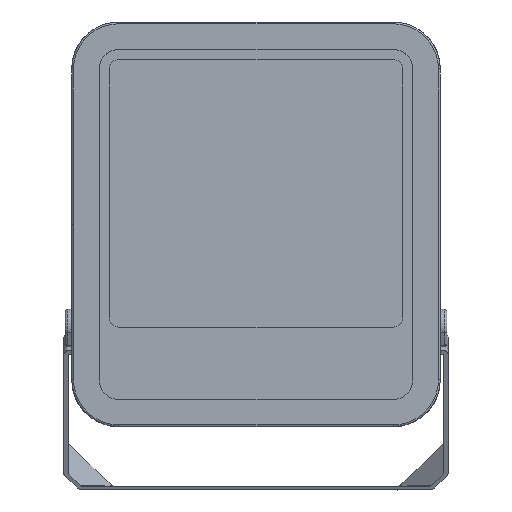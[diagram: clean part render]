
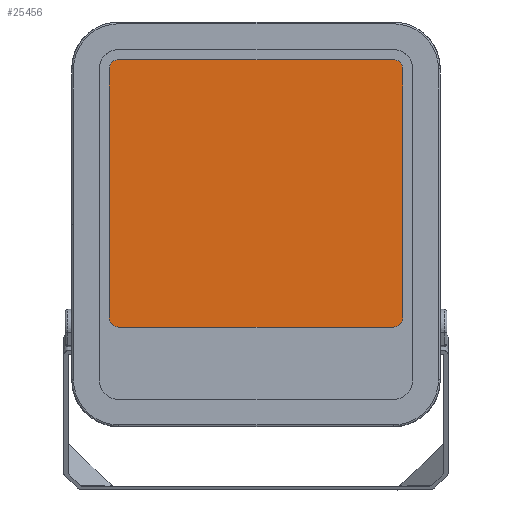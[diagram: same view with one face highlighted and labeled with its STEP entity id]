
A CAD part, top view. The second image highlights one B-rep face of the part: STEP entity #25456.
In plain terms, the highlighted face is planar.
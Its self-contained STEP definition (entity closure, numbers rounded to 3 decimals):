
#1543 = DIRECTION ( 'NONE',  ( 0., 0., -1. ) ) ;
#1712 = ORIENTED_EDGE ( 'NONE', *, *, #4646, .T. ) ;
#2072 = EDGE_CURVE ( 'NONE', #15252, #9455, #36334, .T. ) ;
#2499 = CARTESIAN_POINT ( 'NONE',  ( -95., 112.536, -94.812 ) ) ;
#4646 = EDGE_CURVE ( 'NONE', #43494, #31951, #19693, .T. ) ;
#4905 = CARTESIAN_POINT ( 'NONE',  ( -101.5, 119.036, -94.812 ) ) ;
#5050 = CARTESIAN_POINT ( 'NONE',  ( -101.5, 291.036, -94.812 ) ) ;
#5520 = DIRECTION ( 'NONE',  ( 0., 0., -1. ) ) ;
#6097 = VERTEX_POINT ( 'NONE', #5050 ) ;
#6679 = AXIS2_PLACEMENT_3D ( 'NONE', #39928, #9718, #43258 ) ;
#7056 = CIRCLE ( 'NONE', #36856, 6.5 ) ;
#8622 = EDGE_CURVE ( 'NONE', #36814, #6097, #17385, .T. ) ;
#8871 = CARTESIAN_POINT ( 'NONE',  ( 101.5, 291.036, -94.812 ) ) ;
#9455 = VERTEX_POINT ( 'NONE', #8871 ) ;
#9474 = DIRECTION ( 'NONE',  ( -1., 0., 0. ) ) ;
#9718 = DIRECTION ( 'NONE',  ( 0., 0., -1. ) ) ;
#10202 = EDGE_CURVE ( 'NONE', #9455, #29412, #29483, .T. ) ;
#10700 = DIRECTION ( 'NONE',  ( 0., 1., 0. ) ) ;
#10985 = ORIENTED_EDGE ( 'NONE', *, *, #14899, .T. ) ;
#11100 = CARTESIAN_POINT ( 'NONE',  ( -95., 297.536, -94.812 ) ) ;
#12256 = AXIS2_PLACEMENT_3D ( 'NONE', #21922, #1543, #35512 ) ;
#13019 = CARTESIAN_POINT ( 'NONE',  ( 95., 119.036, -94.812 ) ) ;
#14495 = VECTOR ( 'NONE', #36388, 1000. ) ;
#14899 = EDGE_CURVE ( 'NONE', #35904, #15252, #39277, .T. ) ;
#15161 = CIRCLE ( 'NONE', #6679, 6.5 ) ;
#15239 = CARTESIAN_POINT ( 'NONE',  ( 95., 297.536, -94.812 ) ) ;
#15252 = VERTEX_POINT ( 'NONE', #15239 ) ;
#15806 = CARTESIAN_POINT ( 'NONE',  ( 95., 112.536, -94.812 ) ) ;
#16368 = CARTESIAN_POINT ( 'NONE',  ( 95., 112.536, -94.812 ) ) ;
#17385 = LINE ( 'NONE', #41124, #18741 ) ;
#18741 = VECTOR ( 'NONE', #10700, 1000. ) ;
#19255 = CARTESIAN_POINT ( 'NONE',  ( 101.5, 76.036, -94.812 ) ) ;
#19683 = EDGE_LOOP ( 'NONE', ( #1712, #19884, #34734, #24302, #10985, #33341, #38369, #26014 ) ) ;
#19693 = LINE ( 'NONE', #16368, #28652 ) ;
#19884 = ORIENTED_EDGE ( 'NONE', *, *, #29243, .T. ) ;
#21245 = VECTOR ( 'NONE', #42352, 1000. ) ;
#21403 = AXIS2_PLACEMENT_3D ( 'NONE', #36167, #5520, #38829 ) ;
#21922 = CARTESIAN_POINT ( 'NONE',  ( 95., 76.036, -94.812 ) ) ;
#22383 = FACE_OUTER_BOUND ( 'NONE', #19683, .T. ) ;
#22916 = EDGE_CURVE ( 'NONE', #6097, #35904, #7056, .T. ) ;
#24302 = ORIENTED_EDGE ( 'NONE', *, *, #22916, .T. ) ;
#24350 = CARTESIAN_POINT ( 'NONE',  ( 101.5, 119.036, -94.812 ) ) ;
#25362 = AXIS2_PLACEMENT_3D ( 'NONE', #13019, #26354, #9474 ) ;
#25456 = ADVANCED_FACE ( 'NONE', ( #22383 ), #25953, .T. ) ;
#25953 = PLANE ( 'NONE',  #12256 ) ;
#26014 = ORIENTED_EDGE ( 'NONE', *, *, #32400, .T. ) ;
#26354 = DIRECTION ( 'NONE',  ( 0., 0., -1. ) ) ;
#27521 = CIRCLE ( 'NONE', #25362, 6.5 ) ;
#28652 = VECTOR ( 'NONE', #39906, 1000. ) ;
#28846 = CARTESIAN_POINT ( 'NONE',  ( 95., 297.536, -94.812 ) ) ;
#29243 = EDGE_CURVE ( 'NONE', #31951, #36814, #15161, .T. ) ;
#29412 = VERTEX_POINT ( 'NONE', #24350 ) ;
#29483 = LINE ( 'NONE', #19255, #14495 ) ;
#31951 = VERTEX_POINT ( 'NONE', #2499 ) ;
#32400 = EDGE_CURVE ( 'NONE', #29412, #43494, #27521, .T. ) ;
#33341 = ORIENTED_EDGE ( 'NONE', *, *, #2072, .T. ) ;
#34734 = ORIENTED_EDGE ( 'NONE', *, *, #8622, .T. ) ;
#35512 = DIRECTION ( 'NONE',  ( -1., 0., 0. ) ) ;
#35904 = VERTEX_POINT ( 'NONE', #11100 ) ;
#36167 = CARTESIAN_POINT ( 'NONE',  ( 95., 291.036, -94.812 ) ) ;
#36334 = CIRCLE ( 'NONE', #21403, 6.5 ) ;
#36388 = DIRECTION ( 'NONE',  ( 0., -1., 0. ) ) ;
#36814 = VERTEX_POINT ( 'NONE', #4905 ) ;
#36856 = AXIS2_PLACEMENT_3D ( 'NONE', #41029, #37721, #38153 ) ;
#37721 = DIRECTION ( 'NONE',  ( 0., 0., -1. ) ) ;
#38153 = DIRECTION ( 'NONE',  ( -1., 0., 0. ) ) ;
#38369 = ORIENTED_EDGE ( 'NONE', *, *, #10202, .T. ) ;
#38829 = DIRECTION ( 'NONE',  ( -1., 0., 0. ) ) ;
#39277 = LINE ( 'NONE', #28846, #21245 ) ;
#39906 = DIRECTION ( 'NONE',  ( -1., 0., 0. ) ) ;
#39928 = CARTESIAN_POINT ( 'NONE',  ( -95., 119.036, -94.812 ) ) ;
#41029 = CARTESIAN_POINT ( 'NONE',  ( -95., 291.036, -94.812 ) ) ;
#41124 = CARTESIAN_POINT ( 'NONE',  ( -101.5, 76.036, -94.812 ) ) ;
#42352 = DIRECTION ( 'NONE',  ( 1., 0., 0. ) ) ;
#43258 = DIRECTION ( 'NONE',  ( -1., 0., 0. ) ) ;
#43494 = VERTEX_POINT ( 'NONE', #15806 ) ;
